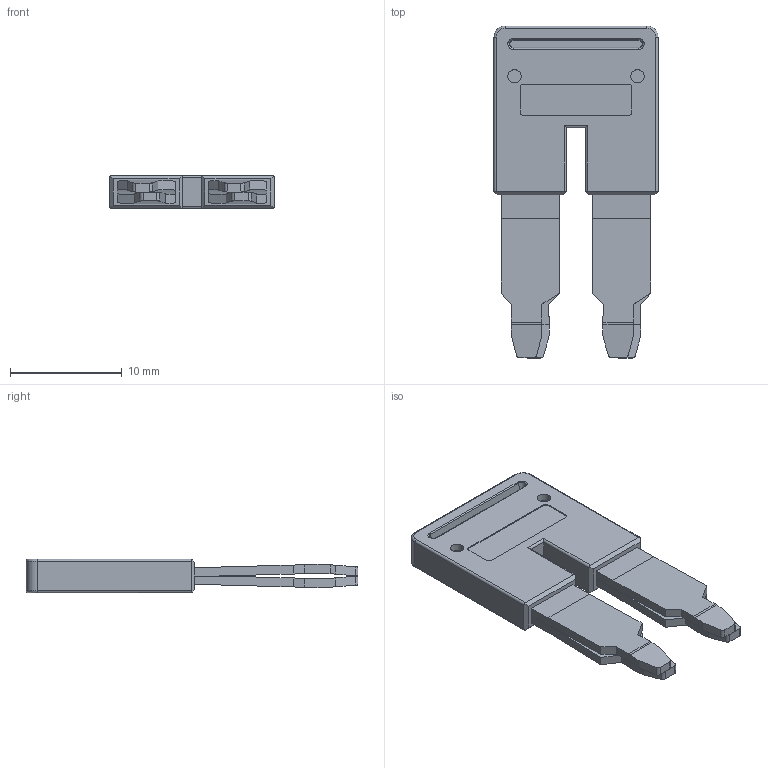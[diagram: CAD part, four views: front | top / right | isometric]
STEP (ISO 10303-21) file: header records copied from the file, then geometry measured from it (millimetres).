
FILE_DESCRIPTION((''),'2;1');
FILE_NAME('5YB585084_ASM','2021-09-06T',('ASUS'),(''),'PRO/ENGINEER BY PARAMETRIC TECHNOLOGY CORPORATION, 2013230','PRO/ENGINEER BY PARAMETRIC TECHNOLOGY CORPORATION, 2013230','');
FILE_SCHEMA(('CONFIG_CONTROL_DESIGN'));
Products named in the file (4): 8YB589084; 5YB510015_ASM; 2-8; 5YB585084_ASM
Assembly tree (4 placements, depth 3):
  5YB585084_ASM
    5YB510015_ASM
      8YB589084  x2
    2-8
Bounding box: 14.7 x 29.7 x 3 mm (x, y, z)
Volume: 795.9 mm3; surface area: 2328.6 mm2
Topology: 3 solids, 3 shells, 438 faces, 1219 edges, 806 vertices
Faces by surface type: plane 352, cylinder 74, torus 8, cone 4
Entity records: 12313 total; most frequent: CARTESIAN_POINT 2261, ORIENTED_EDGE 2138, DIRECTION 1933, EDGE_CURVE 1069, VECTOR 937, LINE 937, VERTEX_POINT 706, AXIS2_PLACEMENT_3D 498
